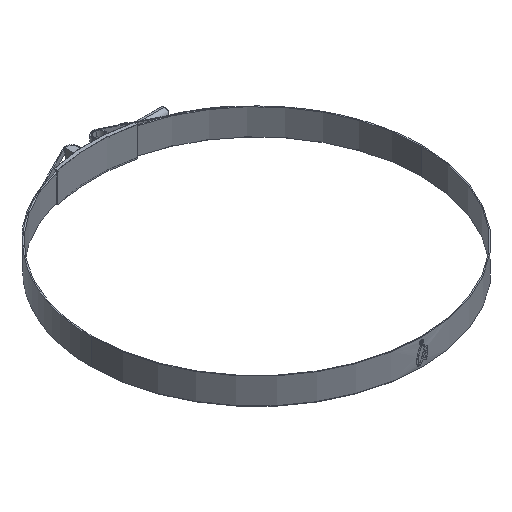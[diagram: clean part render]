
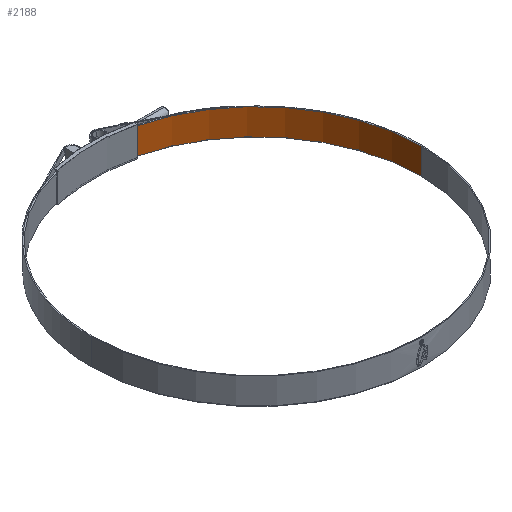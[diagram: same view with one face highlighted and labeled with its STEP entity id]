
A CAD part, isometric view. The second image highlights one B-rep face of the part: STEP entity #2188.
In plain terms, the highlighted cylindrical face has radius 121 mm (diameter 242 mm), a partial arc.
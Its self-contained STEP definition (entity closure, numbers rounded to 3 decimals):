
#384 = VERTEX_POINT ( 'NONE', #609 ) ;
#500 = FACE_OUTER_BOUND ( 'NONE', #9801, .T. ) ;
#609 = CARTESIAN_POINT ( 'NONE',  ( 121., 0., 9.65 ) ) ;
#1318 = CARTESIAN_POINT ( 'NONE',  ( 0., 0., -9.65 ) ) ;
#1497 = VECTOR ( 'NONE', #12414, 1000. ) ;
#1674 = VERTEX_POINT ( 'NONE', #13741 ) ;
#1701 = VERTEX_POINT ( 'NONE', #3629 ) ;
#2188 = ADVANCED_FACE ( 'NONE', ( #500 ), #9435, .F. ) ;
#2620 = ORIENTED_EDGE ( 'NONE', *, *, #8142, .T. ) ;
#2627 = CARTESIAN_POINT ( 'NONE',  ( 0., 0., 9.65 ) ) ;
#3629 = CARTESIAN_POINT ( 'NONE',  ( 9.603, 120.618, 9.65 ) ) ;
#3901 = DIRECTION ( 'NONE',  ( 0., 0., -1. ) ) ;
#4300 = EDGE_CURVE ( 'NONE', #1674, #7041, #14092, .T. ) ;
#4555 = AXIS2_PLACEMENT_3D ( 'NONE', #13703, #13050, #5402 ) ;
#4747 = LINE ( 'NONE', #7835, #1497 ) ;
#4844 = CARTESIAN_POINT ( 'NONE',  ( 121., 0., -9.65 ) ) ;
#5402 = DIRECTION ( 'NONE',  ( -1., 0., 0. ) ) ;
#5648 = CARTESIAN_POINT ( 'NONE',  ( 121., 0., 9.65 ) ) ;
#6655 = ORIENTED_EDGE ( 'NONE', *, *, #4300, .T. ) ;
#7041 = VERTEX_POINT ( 'NONE', #4844 ) ;
#7070 = ORIENTED_EDGE ( 'NONE', *, *, #8954, .F. ) ;
#7369 = CIRCLE ( 'NONE', #4555, 121. ) ;
#7835 = CARTESIAN_POINT ( 'NONE',  ( 9.603, 120.618, 9.65 ) ) ;
#7853 = DIRECTION ( 'NONE',  ( 0., 0., -1. ) ) ;
#8142 = EDGE_CURVE ( 'NONE', #1701, #1674, #4747, .T. ) ;
#8954 = EDGE_CURVE ( 'NONE', #1701, #384, #7369, .T. ) ;
#9233 = DIRECTION ( 'NONE',  ( -1., 0., 0. ) ) ;
#9435 = CYLINDRICAL_SURFACE ( 'NONE', #12986, 121. ) ;
#9801 = EDGE_LOOP ( 'NONE', ( #13986, #7070, #2620, #6655 ) ) ;
#10014 = EDGE_CURVE ( 'NONE', #384, #7041, #10258, .T. ) ;
#10258 = LINE ( 'NONE', #5648, #10423 ) ;
#10262 = DIRECTION ( 'NONE',  ( 0., 0., -1. ) ) ;
#10423 = VECTOR ( 'NONE', #7853, 1000. ) ;
#10849 = AXIS2_PLACEMENT_3D ( 'NONE', #1318, #10262, #9233 ) ;
#11541 = DIRECTION ( 'NONE',  ( -1., 0., 0. ) ) ;
#12414 = DIRECTION ( 'NONE',  ( 0., 0., -1. ) ) ;
#12986 = AXIS2_PLACEMENT_3D ( 'NONE', #2627, #3901, #11541 ) ;
#13050 = DIRECTION ( 'NONE',  ( 0., 0., -1. ) ) ;
#13703 = CARTESIAN_POINT ( 'NONE',  ( 0., 0., 9.65 ) ) ;
#13741 = CARTESIAN_POINT ( 'NONE',  ( 9.603, 120.618, -9.65 ) ) ;
#13986 = ORIENTED_EDGE ( 'NONE', *, *, #10014, .F. ) ;
#14092 = CIRCLE ( 'NONE', #10849, 121. ) ;
